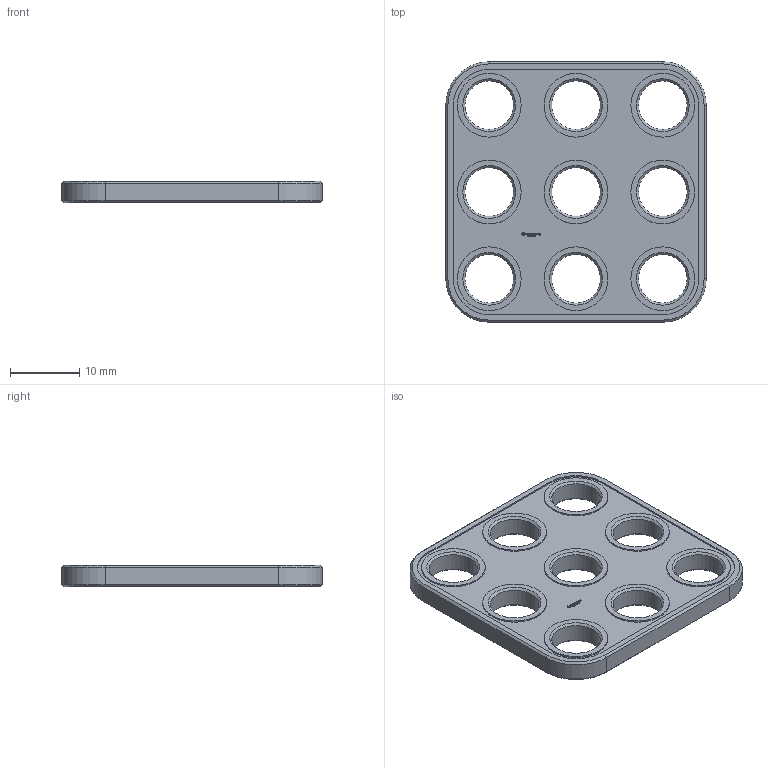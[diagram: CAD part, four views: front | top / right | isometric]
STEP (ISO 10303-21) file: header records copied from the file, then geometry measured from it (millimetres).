
FILE_DESCRIPTION(('FreeCAD Model'),'2;1');
FILE_NAME('Open CASCADE Shape Model','2024-01-31T15:14:09',(''),(''), 'Open CASCADE STEP processor 7.6','FreeCAD','Unknown');
FILE_SCHEMA(('AUTOMOTIVE_DESIGN { 1 0 10303 214 1 1 1 1 }'));
Length unit declared in the file: millimetre
Products named in the file (1): Plate SQR CRNR BU03x00.25 - SPN-PLT-0038 (stemfie.org)
Bounding box: 37.5 x 37.5 x 3.12 mm (x, y, z)
Volume: 3051.5 mm3; surface area: 3069.3 mm2
Topology: 1 solids, 1 shells, 563 faces, 1520 edges, 1002 vertices
Faces by surface type: plane 329, extrusion 182, cylinder 26, cone 26
Full cylindrical faces by diameter (mm): 7 x9, 9.2 x9
Entity records: 38211 total; most frequent: CARTESIAN_POINT 10145, DIRECTION 4120, VECTOR 3166, ORIENTED_EDGE 3040, PCURVE 3040, DEFINITIONAL_REPRESENTATION 3040, LINE 2984, B_SPLINE_CURVE_WITH_KNOTS 1628
